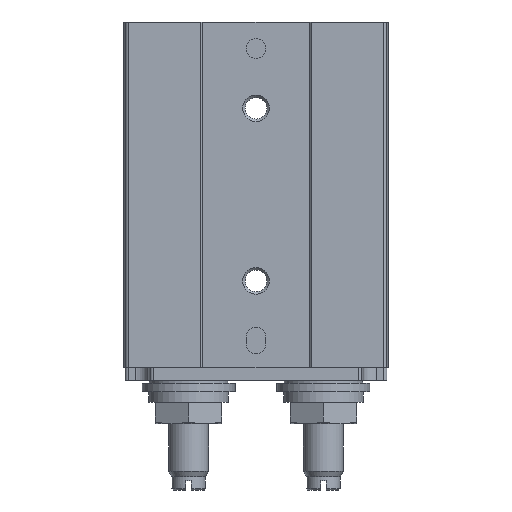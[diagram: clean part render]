
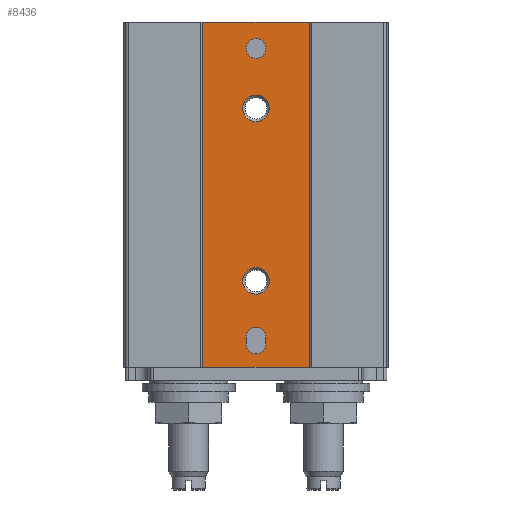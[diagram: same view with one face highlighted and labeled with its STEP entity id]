
A CAD part, front view. The second image highlights one B-rep face of the part: STEP entity #8436.
In plain terms, the highlighted planar face has unit normal (0, -1, 0).
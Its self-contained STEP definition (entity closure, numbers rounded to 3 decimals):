
#438=CIRCLE('',#9094,1.5);
#439=CIRCLE('',#9095,1.5);
#440=CIRCLE('',#9096,1.5);
#441=CIRCLE('',#9097,2.);
#442=CIRCLE('',#9098,2.);
#1011=ORIENTED_EDGE('',*,*,#3419,.T.);
#1012=ORIENTED_EDGE('',*,*,#3420,.T.);
#1013=ORIENTED_EDGE('',*,*,#3421,.T.);
#1014=ORIENTED_EDGE('',*,*,#3422,.T.);
#1015=ORIENTED_EDGE('',*,*,#3423,.F.);
#1016=ORIENTED_EDGE('',*,*,#3424,.T.);
#1017=ORIENTED_EDGE('',*,*,#3425,.T.);
#1018=ORIENTED_EDGE('',*,*,#3361,.F.);
#1019=ORIENTED_EDGE('',*,*,#3418,.F.);
#1020=ORIENTED_EDGE('',*,*,#3348,.T.);
#1021=ORIENTED_EDGE('',*,*,#3426,.T.);
#3348=EDGE_CURVE('',#4558,#4557,#5359,.T.);
#3361=EDGE_CURVE('',#4570,#4571,#5365,.T.);
#3418=EDGE_CURVE('',#4558,#4570,#5399,.T.);
#3419=EDGE_CURVE('',#4618,#4619,#438,.F.);
#3420=EDGE_CURVE('',#4619,#4620,#5400,.T.);
#3421=EDGE_CURVE('',#4620,#4621,#439,.F.);
#3422=EDGE_CURVE('',#4621,#4618,#5401,.T.);
#3423=EDGE_CURVE('',#4622,#4622,#440,.T.);
#3424=EDGE_CURVE('',#4623,#4623,#441,.T.);
#3425=EDGE_CURVE('',#4624,#4624,#442,.T.);
#3426=EDGE_CURVE('',#4557,#4571,#5402,.T.);
#4557=VERTEX_POINT('',#12923);
#4558=VERTEX_POINT('',#12925);
#4570=VERTEX_POINT('',#12950);
#4571=VERTEX_POINT('',#12952);
#4618=VERTEX_POINT('',#13065);
#4619=VERTEX_POINT('',#13066);
#4620=VERTEX_POINT('',#13068);
#4621=VERTEX_POINT('',#13070);
#4622=VERTEX_POINT('',#13073);
#4623=VERTEX_POINT('',#13075);
#4624=VERTEX_POINT('',#13077);
#5359=LINE('',#12924,#6087);
#5365=LINE('',#12951,#6093);
#5399=LINE('',#13062,#6127);
#5400=LINE('',#13067,#6128);
#5401=LINE('',#13071,#6129);
#5402=LINE('',#13078,#6130);
#6087=VECTOR('',#10152,1000.);
#6093=VECTOR('',#10174,1000.);
#6127=VECTOR('',#10268,1000.);
#6128=VECTOR('',#10273,1000.);
#6129=VECTOR('',#10276,1000.);
#6130=VECTOR('',#10283,1000.);
#6794=EDGE_LOOP('',(#1011,#1012,#1013,#1014));
#6795=EDGE_LOOP('',(#1015));
#6796=EDGE_LOOP('',(#1016));
#6797=EDGE_LOOP('',(#1017));
#6798=EDGE_LOOP('',(#1018,#1019,#1020,#1021));
#7474=FACE_BOUND('',#6794,.T.);
#7475=FACE_BOUND('',#6795,.T.);
#7476=FACE_BOUND('',#6796,.T.);
#7477=FACE_BOUND('',#6797,.T.);
#7478=FACE_BOUND('',#6798,.T.);
#8150=PLANE('',#9093);
#8436=ADVANCED_FACE('',(#7474,#7475,#7476,#7477,#7478),#8150,.T.);
#9093=AXIS2_PLACEMENT_3D('',#13063,#10269,#10270);
#9094=AXIS2_PLACEMENT_3D('',#13064,#10271,#10272);
#9095=AXIS2_PLACEMENT_3D('',#13069,#10274,#10275);
#9096=AXIS2_PLACEMENT_3D('',#13072,#10277,#10278);
#9097=AXIS2_PLACEMENT_3D('',#13074,#10279,#10280);
#9098=AXIS2_PLACEMENT_3D('',#13076,#10281,#10282);
#10152=DIRECTION('',(1.,0.,0.));
#10174=DIRECTION('',(1.,0.,0.));
#10268=DIRECTION('',(0.,0.,1.));
#10269=DIRECTION('',(0.,-1.,0.));
#10270=DIRECTION('',(0.,0.,-1.));
#10271=DIRECTION('',(0.,-1.,0.));
#10272=DIRECTION('',(0.,0.,-1.));
#10273=DIRECTION('',(0.,0.,1.));
#10274=DIRECTION('',(0.,-1.,0.));
#10275=DIRECTION('',(0.,0.,-1.));
#10276=DIRECTION('',(0.,0.,-1.));
#10277=DIRECTION('',(0.,-1.,0.));
#10278=DIRECTION('',(0.,0.,-1.));
#10279=DIRECTION('',(0.,1.,0.));
#10280=DIRECTION('',(0.,0.,1.));
#10281=DIRECTION('',(0.,1.,0.));
#10282=DIRECTION('',(0.,0.,1.));
#10283=DIRECTION('',(0.,0.,1.));
#12923=CARTESIAN_POINT('',(8.,0.3,-52.));
#12924=CARTESIAN_POINT('',(-8.,0.3,-52.));
#12925=CARTESIAN_POINT('',(-8.,0.3,-52.));
#12950=CARTESIAN_POINT('',(-8.,0.3,0.));
#12951=CARTESIAN_POINT('',(-8.,0.3,0.));
#12952=CARTESIAN_POINT('',(8.,0.3,0.));
#13062=CARTESIAN_POINT('',(-8.,0.3,-52.));
#13063=CARTESIAN_POINT('',(-8.,0.3,-52.));
#13064=CARTESIAN_POINT('',(0.,0.3,-48.5));
#13065=CARTESIAN_POINT('',(1.5,0.3,-48.5));
#13066=CARTESIAN_POINT('',(-1.5,0.3,-48.5));
#13067=CARTESIAN_POINT('',(-1.5,0.3,-52.));
#13068=CARTESIAN_POINT('',(-1.5,0.3,-47.5));
#13069=CARTESIAN_POINT('',(0.,0.3,-47.5));
#13070=CARTESIAN_POINT('',(1.5,0.3,-47.5));
#13071=CARTESIAN_POINT('',(1.5,0.3,-52.));
#13072=CARTESIAN_POINT('',(0.,0.3,-4.));
#13073=CARTESIAN_POINT('',(0.,0.3,-5.5));
#13074=CARTESIAN_POINT('',(0.,0.3,-39.));
#13075=CARTESIAN_POINT('',(0.,0.3,-37.));
#13076=CARTESIAN_POINT('',(0.,0.3,-13.));
#13077=CARTESIAN_POINT('',(0.,0.3,-11.));
#13078=CARTESIAN_POINT('',(8.,0.3,-52.));
